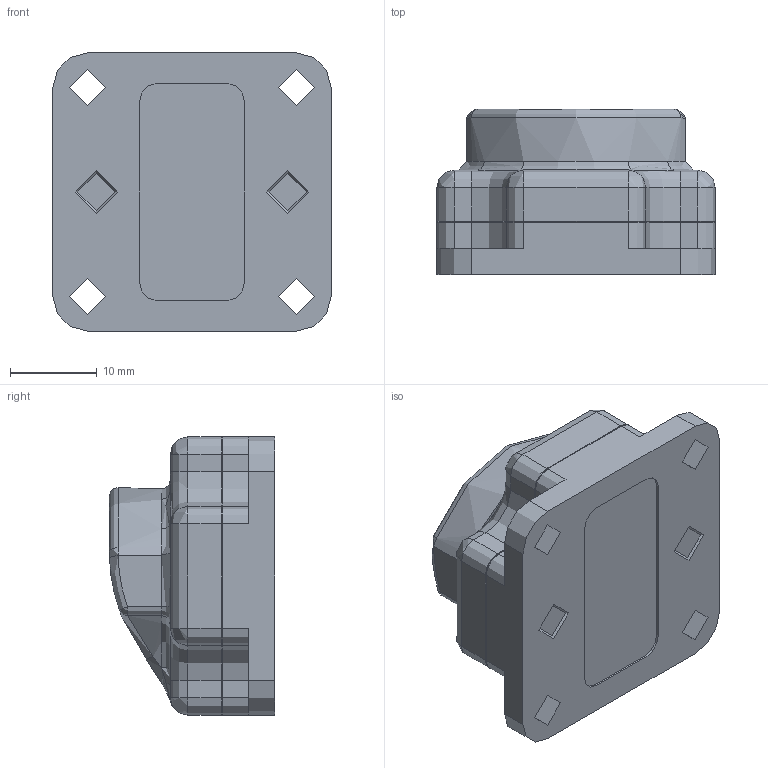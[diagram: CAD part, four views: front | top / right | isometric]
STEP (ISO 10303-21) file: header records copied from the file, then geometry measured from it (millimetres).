
FILE_DESCRIPTION(/* description */ (''),/* implementation_level */ '2;1');
FILE_NAME(/* name */ '45-2017.stp',/* time_stamp */ '2015-10-15T09:19:40-04:00',/* author */ ('Colton Mehlhoff'),/* organization */ (''),/* preprocessor_version */ 'ST-DEVELOPER v15.6',/* originating_system */ 'Autodesk Inventor 2015',/* authorisation */ '');
FILE_SCHEMA (('AUTOMOTIVE_DESIGN { 1 0 10303 214 3 1 1 }'));
Length unit declared in the file: centimetre
Products named in the file (1): 45-2017_asm
Bounding box: 32 x 19 x 32 mm (x, y, z)
Volume: 12135.1 mm3; surface area: 3773.2 mm2
Topology: 1 solids, 3 shells, 174 faces, 416 edges, 250 vertices
Faces by surface type: cylinder 59, plane 57, torus 18, bspline 16, cone 14, sphere 10
Full cylindrical faces by diameter (mm): 4.2 x4
Entity records: 5965 total; most frequent: CARTESIAN_POINT 1779, DIRECTION 840, ORIENTED_EDGE 816, EDGE_CURVE 408, AXIS2_PLACEMENT_3D 321, VERTEX_POINT 250, LINE 198, VECTOR 198
